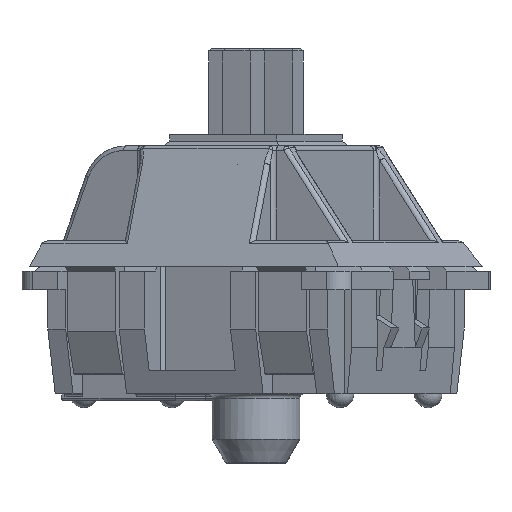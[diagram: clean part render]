
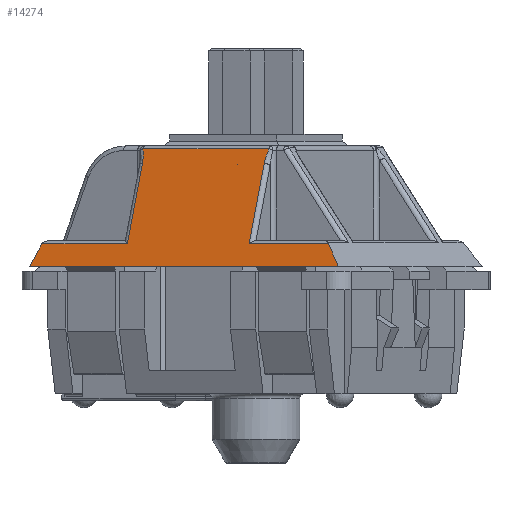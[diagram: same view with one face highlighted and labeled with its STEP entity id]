
A CAD part, left-side view. The second image highlights one B-rep face of the part: STEP entity #14274.
In plain terms, the highlighted planar face has unit normal (-0.829, 0.387, 0.405).
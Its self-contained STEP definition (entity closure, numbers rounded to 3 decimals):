
#9345=CARTESIAN_POINT('',(-97.846,63.34,13.7));
#9346=VERTEX_POINT('',#9345);
#9356=CARTESIAN_POINT('',(-91.633,76.663,13.7));
#9357=VERTEX_POINT('',#9356);
#9358=CARTESIAN_POINT('',(-91.633,76.663,13.7));
#9359=CARTESIAN_POINT('',(-97.846,63.34,13.7));
#9360=B_SPLINE_CURVE_WITH_KNOTS('',1,(#9358,#9359),.UNSPECIFIED.,.F.,.F.,(2,2),(0.,14.7),.UNSPECIFIED.);
#9361=EDGE_CURVE('',#9357,#9346,#9360,.T.);
#10024=CARTESIAN_POINT('',(-91.402,76.143,14.672));
#10025=VERTEX_POINT('',#10024);
#10026=CARTESIAN_POINT('',(-91.402,76.143,14.672));
#10027=DIRECTION('',(-0.206,0.462,-0.863));
#10028=VECTOR('',#10027,1.126);
#10029=LINE('',#10026,#10028);
#10030=EDGE_CURVE('',#10025,#9357,#10029,.T.);
#11772=CARTESIAN_POINT('',(-97.166,63.772,14.681));
#11773=VERTEX_POINT('',#11772);
#11781=CARTESIAN_POINT('',(-97.846,63.34,13.7));
#11782=DIRECTION('',(0.536,0.34,0.773));
#11783=VECTOR('',#11782,1.269);
#11784=LINE('',#11781,#11783);
#11785=EDGE_CURVE('',#9346,#11773,#11784,.T.);
#14111=CARTESIAN_POINT('',(-91.428,71.785,18.781));
#14112=VERTEX_POINT('',#14111);
#14184=CARTESIAN_POINT('',(-91.731,71.799,18.145));
#14185=VERTEX_POINT('',#14184);
#14193=CARTESIAN_POINT('',(-91.731,71.799,18.145));
#14194=CARTESIAN_POINT('',(-91.671,71.77,18.297));
#14195=CARTESIAN_POINT('',(-91.614,71.761,18.421));
#14196=CARTESIAN_POINT('',(-91.564,71.761,18.524));
#14197=CARTESIAN_POINT('',(-91.513,71.761,18.628));
#14198=CARTESIAN_POINT('',(-91.468,71.77,18.712));
#14199=CARTESIAN_POINT('',(-91.428,71.785,18.781));
#14200=B_SPLINE_CURVE_WITH_KNOTS('',3,(#14193,#14194,#14195,#14196,#14197,#14198,#14199),.UNSPECIFIED.,.F.,.F.,(4,3,4),(0.,0.5,1.),.UNSPECIFIED.);
#14201=EDGE_CURVE('',#14185,#14112,#14200,.T.);
#14206=CARTESIAN_POINT('',(-93.697,69.516,16.3));
#14207=DIRECTION('',(-0.829,0.386,0.405));
#14208=DIRECTION('',(-0.367,0.171,-0.914));
#14209=AXIS2_PLACEMENT_3D('',#14206,#14207,#14208);
#14210=PLANE('',#14209);
#14211=CARTESIAN_POINT('',(-95.572,67.19,14.681));
#14212=VERTEX_POINT('',#14211);
#14213=CARTESIAN_POINT('',(-94.183,66.542,18.145));
#14214=VERTEX_POINT('',#14213);
#14215=CARTESIAN_POINT('',(-95.572,67.19,14.681));
#14216=DIRECTION('',(0.367,-0.171,0.914));
#14217=VECTOR('',#14216,3.789);
#14218=LINE('',#14215,#14217);
#14219=EDGE_CURVE('',#14212,#14214,#14218,.T.);
#14220=ORIENTED_EDGE('',*,*,#14219,.T.);
#14221=CARTESIAN_POINT('',(-93.976,66.319,18.781));
#14222=VERTEX_POINT('',#14221);
#14223=CARTESIAN_POINT('',(-93.976,66.319,18.781));
#14224=CARTESIAN_POINT('',(-93.992,66.36,18.71));
#14225=CARTESIAN_POINT('',(-94.015,66.401,18.624));
#14226=CARTESIAN_POINT('',(-94.048,66.44,18.52));
#14227=CARTESIAN_POINT('',(-94.081,66.478,18.415));
#14228=CARTESIAN_POINT('',(-94.124,66.515,18.291));
#14229=CARTESIAN_POINT('',(-94.183,66.542,18.145));
#14230=B_SPLINE_CURVE_WITH_KNOTS('',3,(#14223,#14224,#14225,#14226,#14227,#14228,#14229),.UNSPECIFIED.,.F.,.F.,(4,3,4),(0.,0.5,1.),.UNSPECIFIED.);
#14231=EDGE_CURVE('',#14222,#14214,#14230,.T.);
#14232=ORIENTED_EDGE('',*,*,#14231,.F.);
#14233=CARTESIAN_POINT('',(-91.428,71.785,18.781));
#14234=DIRECTION('',(-0.423,-0.906,0.));
#14235=VECTOR('',#14234,6.031);
#14236=LINE('',#14233,#14235);
#14237=EDGE_CURVE('',#14112,#14222,#14236,.T.);
#14238=ORIENTED_EDGE('',*,*,#14237,.F.);
#14239=ORIENTED_EDGE('',*,*,#14201,.F.);
#14240=CARTESIAN_POINT('',(-93.121,72.447,14.681));
#14241=VERTEX_POINT('',#14240);
#14242=CARTESIAN_POINT('',(-91.731,71.799,18.145));
#14243=DIRECTION('',(-0.367,0.171,-0.914));
#14244=VECTOR('',#14243,3.789);
#14245=LINE('',#14242,#14244);
#14246=EDGE_CURVE('',#14185,#14241,#14245,.T.);
#14247=ORIENTED_EDGE('',*,*,#14246,.T.);
#14248=CARTESIAN_POINT('',(-91.4,76.138,14.681));
#14249=VERTEX_POINT('',#14248);
#14250=CARTESIAN_POINT('',(-93.121,72.447,14.681));
#14251=DIRECTION('',(0.423,0.906,-0.));
#14252=VECTOR('',#14251,4.073);
#14253=LINE('',#14250,#14252);
#14254=EDGE_CURVE('',#14241,#14249,#14253,.T.);
#14255=ORIENTED_EDGE('',*,*,#14254,.T.);
#14256=CARTESIAN_POINT('',(-91.4,76.138,14.681));
#14257=CARTESIAN_POINT('',(-91.4,76.139,14.678));
#14258=CARTESIAN_POINT('',(-91.401,76.141,14.675));
#14259=CARTESIAN_POINT('',(-91.402,76.143,14.672));
#14260=B_SPLINE_CURVE_WITH_KNOTS('',3,(#14256,#14257,#14258,#14259),.UNSPECIFIED.,.F.,.F.,(4,4),(0.,1.),.UNSPECIFIED.);
#14261=EDGE_CURVE('',#14249,#10025,#14260,.T.);
#14262=ORIENTED_EDGE('',*,*,#14261,.T.);
#14263=ORIENTED_EDGE('',*,*,#10030,.T.);
#14264=ORIENTED_EDGE('',*,*,#9361,.T.);
#14265=ORIENTED_EDGE('',*,*,#11785,.T.);
#14266=CARTESIAN_POINT('',(-97.166,63.772,14.681));
#14267=DIRECTION('',(0.423,0.906,-0.));
#14268=VECTOR('',#14267,3.771);
#14269=LINE('',#14266,#14268);
#14270=EDGE_CURVE('',#11773,#14212,#14269,.T.);
#14271=ORIENTED_EDGE('',*,*,#14270,.T.);
#14272=EDGE_LOOP('',(#14220,#14232,#14238,#14239,#14247,#14255,#14262,#14263,#14264,#14265,#14271));
#14273=FACE_BOUND('',#14272,.T.);
#14274=ADVANCED_FACE('',(#14273),#14210,.T.);
